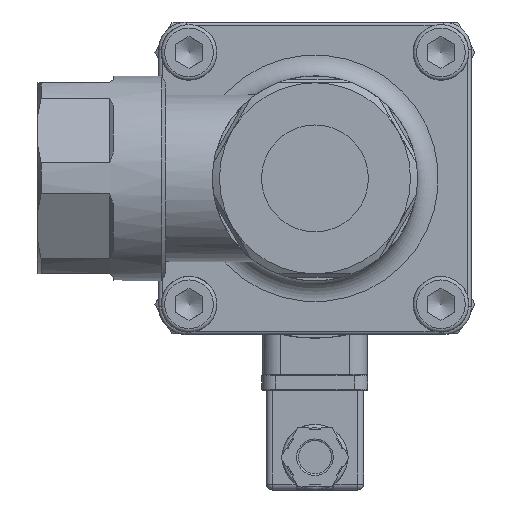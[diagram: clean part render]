
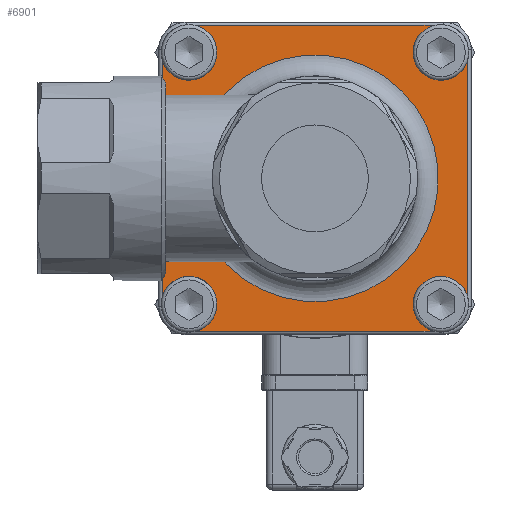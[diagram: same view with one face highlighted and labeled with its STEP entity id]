
A CAD part, left-side view. The second image highlights one B-rep face of the part: STEP entity #6901.
In plain terms, the highlighted planar face has unit normal (-1, 0, 0).
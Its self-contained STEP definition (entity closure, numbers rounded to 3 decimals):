
#115=(
BOUNDED_CURVE()
B_SPLINE_CURVE(2,(#10192,#10193,#10194),.UNSPECIFIED.,.F.,.F.)
B_SPLINE_CURVE_WITH_KNOTS((3,3),(0.,0.22),.UNSPECIFIED.)
CURVE()
GEOMETRIC_REPRESENTATION_ITEM()
RATIONAL_B_SPLINE_CURVE((1.,1.001,1.))
REPRESENTATION_ITEM('')
);
#116=(
BOUNDED_CURVE()
B_SPLINE_CURVE(2,(#10198,#10199,#10200),.UNSPECIFIED.,.F.,.F.)
B_SPLINE_CURVE_WITH_KNOTS((3,3),(0.033,0.253),
 .UNSPECIFIED.)
CURVE()
GEOMETRIC_REPRESENTATION_ITEM()
RATIONAL_B_SPLINE_CURVE((1.,1.001,1.))
REPRESENTATION_ITEM('')
);
#653=FACE_OUTER_BOUND('',#1068,.T.);
#1068=EDGE_LOOP('',(#5290,#5291,#5292,#5293,#5294,#5295,#5296,#5297,#5298,
#5299,#5300,#5301,#5302,#5303,#5304,#5305,#5306,#5307,#5308));
#1286=LINE('',#10207,#1746);
#1287=LINE('',#10209,#1747);
#1288=LINE('',#10213,#1748);
#1289=LINE('',#10215,#1749);
#1298=LINE('',#10334,#1758);
#1300=LINE('',#10349,#1760);
#1302=LINE('',#10361,#1762);
#1305=LINE('',#10381,#1765);
#1308=LINE('',#10403,#1768);
#1746=VECTOR('',#8111,10.);
#1747=VECTOR('',#8112,10.);
#1748=VECTOR('',#8117,10.);
#1749=VECTOR('',#8118,10.);
#1758=VECTOR('',#8177,10.);
#1760=VECTOR('',#8193,10.);
#1762=VECTOR('',#8207,10.);
#1765=VECTOR('',#8216,10.);
#1768=VECTOR('',#8241,10.);
#2242=CIRCLE('',#7243,35.5);
#2308=CIRCLE('',#7438,8.);
#2311=CIRCLE('',#7441,8.);
#2321=CIRCLE('',#7476,8.);
#2324=CIRCLE('',#7479,8.);
#2335=CIRCLE('',#7515,8.);
#2338=CIRCLE('',#7518,8.);
#2348=CIRCLE('',#7545,8.);
#2587=VERTEX_POINT('',#10186);
#2588=VERTEX_POINT('',#10191);
#2589=VERTEX_POINT('',#10195);
#2590=VERTEX_POINT('',#10197);
#2591=VERTEX_POINT('',#10206);
#2592=VERTEX_POINT('',#10208);
#2593=VERTEX_POINT('',#10212);
#2594=VERTEX_POINT('',#10214);
#2615=VERTEX_POINT('',#10332);
#2620=VERTEX_POINT('',#10346);
#2621=VERTEX_POINT('',#10348);
#2625=VERTEX_POINT('',#10360);
#2628=VERTEX_POINT('',#10378);
#2629=VERTEX_POINT('',#10380);
#2636=VERTEX_POINT('',#10400);
#2637=VERTEX_POINT('',#10402);
#2781=VERTEX_POINT('',#11079);
#2816=VERTEX_POINT('',#11233);
#2851=VERTEX_POINT('',#11388);
#3253=EDGE_CURVE('',#2588,#2587,#115,.T.);
#3255=EDGE_CURVE('',#2590,#2589,#116,.T.);
#3257=EDGE_CURVE('',#2589,#2591,#1286,.T.);
#3258=EDGE_CURVE('',#2592,#2588,#1287,.T.);
#3260=EDGE_CURVE('',#2591,#2593,#1288,.T.);
#3261=EDGE_CURVE('',#2594,#2592,#1289,.T.);
#3295=EDGE_CURVE('',#2615,#2587,#1298,.T.);
#3302=EDGE_CURVE('',#2620,#2621,#1300,.T.);
#3308=EDGE_CURVE('',#2590,#2625,#1302,.T.);
#3314=EDGE_CURVE('',#2628,#2629,#1305,.T.);
#3325=EDGE_CURVE('',#2636,#2637,#1308,.T.);
#3327=EDGE_CURVE('',#2594,#2593,#2242,.T.);
#3569=EDGE_CURVE('',#2781,#2629,#2308,.T.);
#3573=EDGE_CURVE('',#2620,#2781,#2311,.T.);
#3625=EDGE_CURVE('',#2628,#2816,#2321,.T.);
#3628=EDGE_CURVE('',#2816,#2637,#2324,.T.);
#3682=EDGE_CURVE('',#2615,#2851,#2335,.T.);
#3685=EDGE_CURVE('',#2851,#2621,#2338,.T.);
#3718=EDGE_CURVE('',#2636,#2625,#2348,.T.);
#5290=ORIENTED_EDGE('',*,*,#3718,.T.);
#5291=ORIENTED_EDGE('',*,*,#3308,.F.);
#5292=ORIENTED_EDGE('',*,*,#3255,.T.);
#5293=ORIENTED_EDGE('',*,*,#3257,.T.);
#5294=ORIENTED_EDGE('',*,*,#3260,.T.);
#5295=ORIENTED_EDGE('',*,*,#3327,.F.);
#5296=ORIENTED_EDGE('',*,*,#3261,.T.);
#5297=ORIENTED_EDGE('',*,*,#3258,.T.);
#5298=ORIENTED_EDGE('',*,*,#3253,.T.);
#5299=ORIENTED_EDGE('',*,*,#3295,.F.);
#5300=ORIENTED_EDGE('',*,*,#3682,.T.);
#5301=ORIENTED_EDGE('',*,*,#3685,.T.);
#5302=ORIENTED_EDGE('',*,*,#3302,.F.);
#5303=ORIENTED_EDGE('',*,*,#3573,.T.);
#5304=ORIENTED_EDGE('',*,*,#3569,.T.);
#5305=ORIENTED_EDGE('',*,*,#3314,.F.);
#5306=ORIENTED_EDGE('',*,*,#3625,.T.);
#5307=ORIENTED_EDGE('',*,*,#3628,.T.);
#5308=ORIENTED_EDGE('',*,*,#3325,.F.);
#6198=PLANE('',#7544);
#6901=ADVANCED_FACE('',(#653),#6198,.T.);
#7243=AXIS2_PLACEMENT_3D('',#10406,#8245,#8246);
#7438=AXIS2_PLACEMENT_3D('',#11080,#8755,#8756);
#7441=AXIS2_PLACEMENT_3D('',#11086,#8762,#8763);
#7476=AXIS2_PLACEMENT_3D('',#11234,#8855,#8856);
#7479=AXIS2_PLACEMENT_3D('',#11237,#8861,#8862);
#7515=AXIS2_PLACEMENT_3D('',#11389,#8957,#8958);
#7518=AXIS2_PLACEMENT_3D('',#11392,#8963,#8964);
#7544=AXIS2_PLACEMENT_3D('',#11485,#9026,#9027);
#7545=AXIS2_PLACEMENT_3D('',#11486,#9028,#9029);
#8111=DIRECTION('',(0.,0.,-1.));
#8112=DIRECTION('',(0.,0.,-1.));
#8117=DIRECTION('',(0.,-1.,0.));
#8118=DIRECTION('',(0.,1.,0.));
#8177=DIRECTION('',(0.,0.,1.));
#8193=DIRECTION('',(0.,1.,0.));
#8207=DIRECTION('',(0.,0.,1.));
#8216=DIRECTION('',(0.,0.,-1.));
#8241=DIRECTION('',(0.,-1.,0.));
#8245=DIRECTION('center_axis',(-1.,0.,0.));
#8246=DIRECTION('ref_axis',(0.,-1.,0.));
#8755=DIRECTION('center_axis',(1.,0.,0.));
#8756=DIRECTION('ref_axis',(0.,-0.5,-0.866));
#8762=DIRECTION('center_axis',(1.,0.,0.));
#8763=DIRECTION('ref_axis',(0.,-0.5,-0.866));
#8855=DIRECTION('center_axis',(1.,0.,0.));
#8856=DIRECTION('ref_axis',(0.,-0.5,-0.866));
#8861=DIRECTION('center_axis',(1.,0.,0.));
#8862=DIRECTION('ref_axis',(0.,-0.5,-0.866));
#8957=DIRECTION('center_axis',(1.,0.,0.));
#8958=DIRECTION('ref_axis',(0.,-0.5,-0.866));
#8963=DIRECTION('center_axis',(1.,0.,0.));
#8964=DIRECTION('ref_axis',(0.,-0.5,-0.866));
#9026=DIRECTION('center_axis',(-1.,0.,0.));
#9027=DIRECTION('ref_axis',(0.,0.,1.));
#9028=DIRECTION('center_axis',(1.,0.,0.));
#9029=DIRECTION('ref_axis',(0.,-0.5,-0.866));
#10186=CARTESIAN_POINT('',(61.,44.,-26.182));
#10191=CARTESIAN_POINT('',(61.,43.,-24.233));
#10192=CARTESIAN_POINT('Ctrl Pts',(61.,43.,-24.233));
#10193=CARTESIAN_POINT('Ctrl Pts',(61.,43.481,-25.178));
#10194=CARTESIAN_POINT('Ctrl Pts',(61.,44.,-26.182));
#10195=CARTESIAN_POINT('',(61.,43.,24.233));
#10197=CARTESIAN_POINT('',(61.,44.,26.182));
#10198=CARTESIAN_POINT('Ctrl Pts',(61.,44.,26.182));
#10199=CARTESIAN_POINT('Ctrl Pts',(61.,43.481,25.178));
#10200=CARTESIAN_POINT('Ctrl Pts',(61.,43.,24.233));
#10206=CARTESIAN_POINT('',(61.,43.,20.174));
#10207=CARTESIAN_POINT('',(61.,43.,0.));
#10208=CARTESIAN_POINT('',(61.,43.,-20.174));
#10209=CARTESIAN_POINT('',(61.,43.,0.));
#10212=CARTESIAN_POINT('',(61.,29.21,20.174));
#10213=CARTESIAN_POINT('',(61.,29.5,20.174));
#10214=CARTESIAN_POINT('',(61.,29.21,-20.174));
#10215=CARTESIAN_POINT('',(61.,29.5,-20.174));
#10332=CARTESIAN_POINT('',(61.,44.,-34.266));
#10334=CARTESIAN_POINT('',(61.,44.,22.5));
#10346=CARTESIAN_POINT('',(61.,-34.266,-44.));
#10348=CARTESIAN_POINT('',(61.,34.266,-44.));
#10349=CARTESIAN_POINT('',(61.,47.375,-44.));
#10360=CARTESIAN_POINT('',(61.,44.,34.266));
#10361=CARTESIAN_POINT('',(61.,44.,22.5));
#10378=CARTESIAN_POINT('',(61.,-44.,34.266));
#10380=CARTESIAN_POINT('',(61.,-44.,-34.266));
#10381=CARTESIAN_POINT('',(61.,-44.,-22.5));
#10400=CARTESIAN_POINT('',(61.,34.266,44.));
#10402=CARTESIAN_POINT('',(61.,-34.266,44.));
#10403=CARTESIAN_POINT('',(61.,2.375,44.));
#10406=CARTESIAN_POINT('Origin',(61.,0.,0.));
#11079=CARTESIAN_POINT('',(61.,-32.25,-29.322));
#11080=CARTESIAN_POINT('Origin',(61.,-36.25,-36.25));
#11086=CARTESIAN_POINT('Origin',(61.,-36.25,-36.25));
#11233=CARTESIAN_POINT('',(61.,-32.25,43.178));
#11234=CARTESIAN_POINT('Origin',(61.,-36.25,36.25));
#11237=CARTESIAN_POINT('Origin',(61.,-36.25,36.25));
#11388=CARTESIAN_POINT('',(61.,40.25,-29.322));
#11389=CARTESIAN_POINT('Origin',(61.,36.25,-36.25));
#11392=CARTESIAN_POINT('Origin',(61.,36.25,-36.25));
#11485=CARTESIAN_POINT('Origin',(61.,49.75,0.));
#11486=CARTESIAN_POINT('Origin',(61.,36.25,36.25));
